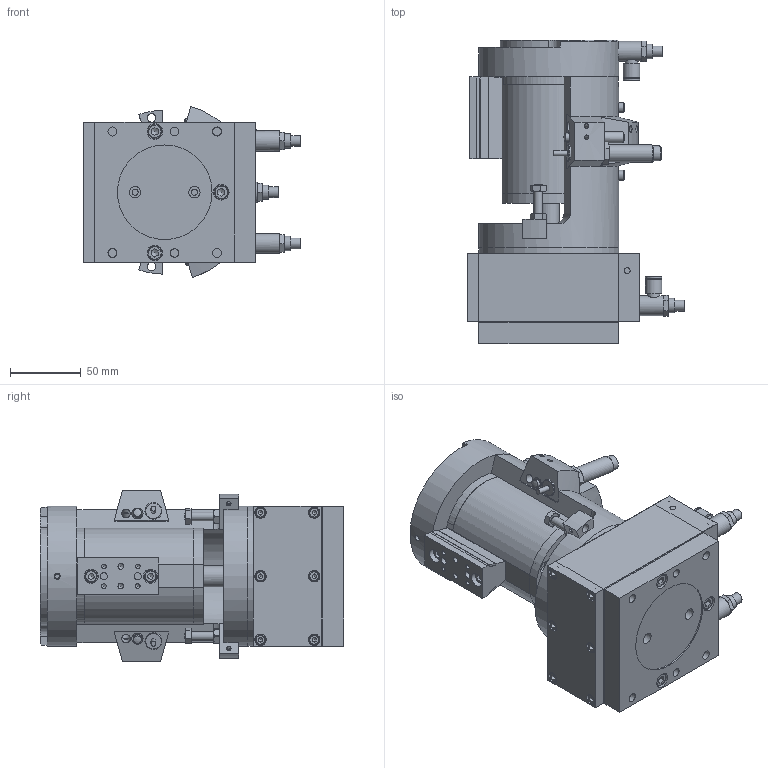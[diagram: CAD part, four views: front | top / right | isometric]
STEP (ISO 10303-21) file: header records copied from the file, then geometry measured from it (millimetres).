
FILE_DESCRIPTION((''),'2;1');
FILE_NAME('7020000.stp','2018-02-23T13:40:57',('jbalanche'),(''),'Autodesk Inventor 2012','Autodesk Inventor 2012','');
FILE_SCHEMA(('AUTOMOTIVE_DESIGN { 1 0 10303 214 1 1 1 1 }'));
Length unit declared in the file: millimetre
Products named in the file (1): 7020000
Bounding box: 153.6 x 215 x 121.19 mm (x, y, z)
Volume: 2154397 mm3; surface area: 434979.8 mm2
Topology: 56 solids, 56 shells, 1358 faces, 3172 edges, 2046 vertices
Faces by surface type: plane 616, cylinder 452, cone 240, torus 46, sphere 4
Full cylindrical faces by diameter (mm): 2.6 x5, 3 x10, 3.242 x30, 3.3 x1, 3.5 x2, 3.8 x1, 4 x20, 4.134 x11, 4.2 x12, 4.3 x8, 4.917 x20, 5 x10, 5.3 x8, 5.459 x11, 5.5 x4, 6 x27, 6.1 x5, 6.3 x2, 6.4 x12, 6.647 x4, 7 x14, 7.459 x2, 7.5 x2, 7.62 x3, 8 x29, 8.5 x2, 8.7 x3, 8.8 x3, 9.5 x1, 9.728 x3
Entity records: 38567 total; most frequent: CARTESIAN_POINT 9018, DIRECTION 5828, ORIENTED_EDGE 4904, AXIS2_PLACEMENT_3D 2467, EDGE_CURVE 2452, EDGE_LOOP 2262, VERTEX_POINT 1860, STYLED_ITEM 1390
